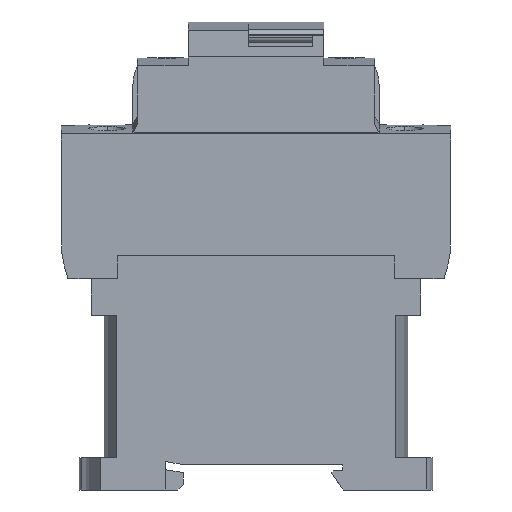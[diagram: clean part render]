
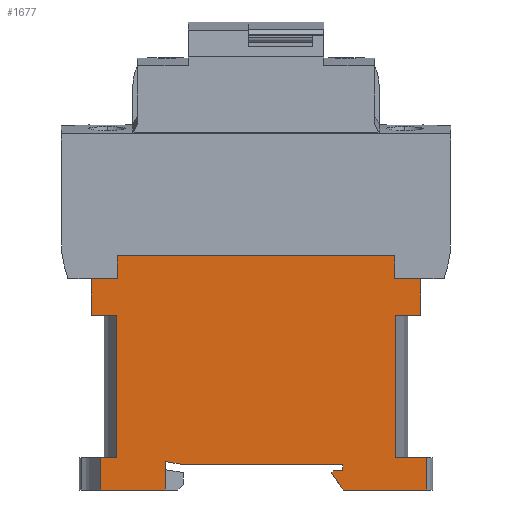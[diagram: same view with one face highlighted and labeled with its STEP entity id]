
A CAD part, left-side view. The second image highlights one B-rep face of the part: STEP entity #1677.
In plain terms, the highlighted planar face has unit normal (-1, 0, 0).
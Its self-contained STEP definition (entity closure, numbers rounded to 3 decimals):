
#90=DIRECTION('',(0.,-1.,0.));
#91=VECTOR('',#90,5.6);
#92=CARTESIAN_POINT('',(-22.4,-29.565,11.985));
#93=LINE('',#92,#91);
#102=DIRECTION('',(0.,-1.,0.));
#103=VECTOR('',#102,5.6);
#104=CARTESIAN_POINT('',(-22.4,36.635,11.985));
#105=LINE('',#104,#103);
#154=DIRECTION('',(0.,1.,0.));
#155=VECTOR('',#154,3.5);
#156=CARTESIAN_POINT('',(-22.4,31.035,-19.015));
#157=LINE('',#156,#155);
#198=DIRECTION('',(0.,1.,0.));
#199=VECTOR('',#198,6.86);
#200=CARTESIAN_POINT('',(-22.4,-36.425,-19.015));
#201=LINE('',#200,#199);
#457=DIRECTION('',(0.,0.,-1.));
#458=VECTOR('',#457,31.);
#459=CARTESIAN_POINT('',(-22.4,-29.565,11.985));
#460=LINE('',#459,#458);
#461=DIRECTION('',(0.,0.,-1.));
#462=VECTOR('',#461,7.);
#463=CARTESIAN_POINT('',(-22.4,-36.425,-19.015));
#464=LINE('',#463,#462);
#465=DIRECTION('',(0.,-1.,0.));
#466=VECTOR('',#465,18.21);
#467=CARTESIAN_POINT('',(-22.4,-18.216,-26.015));
#468=LINE('',#467,#466);
#469=DIRECTION('',(0.,-0.574,-0.819));
#470=VECTOR('',#469,4.273);
#471=CARTESIAN_POINT('',(-22.4,-15.765,-22.515));
#472=LINE('',#471,#470);
#473=DIRECTION('',(0.,0.,-1.));
#474=VECTOR('',#473,0.3);
#475=CARTESIAN_POINT('',(-22.4,-15.765,-22.215));
#476=LINE('',#475,#474);
#477=DIRECTION('',(0.,0.707,-0.707));
#478=VECTOR('',#477,0.566);
#479=CARTESIAN_POINT('',(-22.4,-16.165,-21.815));
#480=LINE('',#479,#478);
#481=DIRECTION('',(0.,1.,0.));
#482=VECTOR('',#481,2.);
#483=CARTESIAN_POINT('',(-22.4,-18.165,-21.815));
#484=LINE('',#483,#482);
#485=DIRECTION('',(0.,0.,-1.));
#486=VECTOR('',#485,1.3);
#487=CARTESIAN_POINT('',(-22.4,-18.165,-20.515));
#488=LINE('',#487,#486);
#489=DIRECTION('',(0.,-1.,0.));
#490=VECTOR('',#489,34.7);
#491=CARTESIAN_POINT('',(-22.4,16.535,-20.515));
#492=LINE('',#491,#490);
#493=DIRECTION('',(0.,-0.984,-0.177));
#494=VECTOR('',#493,3.962);
#495=CARTESIAN_POINT('',(-22.4,20.435,-19.815));
#496=LINE('',#495,#494);
#497=DIRECTION('',(0.,-1.,0.));
#498=VECTOR('',#497,14.1);
#499=CARTESIAN_POINT('',(-22.4,34.535,-26.015));
#500=LINE('',#499,#498);
#501=DIRECTION('',(0.,0.,-1.));
#502=VECTOR('',#501,7.);
#503=CARTESIAN_POINT('',(-22.4,34.535,-19.015));
#504=LINE('',#503,#502);
#505=DIRECTION('',(0.,0.,-1.));
#506=VECTOR('',#505,31.);
#507=CARTESIAN_POINT('',(-22.4,31.035,11.985));
#508=LINE('',#507,#506);
#509=DIRECTION('',(0.,0.,-1.));
#510=VECTOR('',#509,8.);
#511=CARTESIAN_POINT('',(-22.4,36.635,19.985));
#512=LINE('',#511,#510);
#513=DIRECTION('',(0.,1.,0.));
#514=VECTOR('',#513,5.7);
#515=CARTESIAN_POINT('',(-22.4,30.935,19.985));
#516=LINE('',#515,#514);
#517=DIRECTION('',(0.,0.,-1.));
#518=VECTOR('',#517,5.);
#519=CARTESIAN_POINT('',(-22.4,30.935,24.985));
#520=LINE('',#519,#518);
#521=DIRECTION('',(0.,1.,0.));
#522=VECTOR('',#521,60.4);
#523=CARTESIAN_POINT('',(-22.4,-29.465,24.985));
#524=LINE('',#523,#522);
#525=DIRECTION('',(0.,0.,1.));
#526=VECTOR('',#525,5.);
#527=CARTESIAN_POINT('',(-22.4,-29.465,19.985));
#528=LINE('',#527,#526);
#529=DIRECTION('',(0.,1.,0.));
#530=VECTOR('',#529,5.7);
#531=CARTESIAN_POINT('',(-22.4,-35.165,19.985));
#532=LINE('',#531,#530);
#533=DIRECTION('',(0.,0.,1.));
#534=VECTOR('',#533,8.);
#535=CARTESIAN_POINT('',(-22.4,-35.165,11.985));
#536=LINE('',#535,#534);
#561=DIRECTION('',(0.,0.,1.));
#562=VECTOR('',#561,6.2);
#563=CARTESIAN_POINT('',(-22.4,20.435,-26.015));
#564=LINE('',#563,#562);
#845=CARTESIAN_POINT('',(-22.4,36.635,19.985));
#846=CARTESIAN_POINT('',(-22.4,36.635,11.985));
#847=VERTEX_POINT('',#845);
#848=VERTEX_POINT('',#846);
#849=CARTESIAN_POINT('',(-22.4,20.435,-19.815));
#850=CARTESIAN_POINT('',(-22.4,16.535,-20.515));
#851=VERTEX_POINT('',#849);
#852=VERTEX_POINT('',#850);
#853=CARTESIAN_POINT('',(-22.4,-18.165,-20.515));
#854=VERTEX_POINT('',#853);
#855=CARTESIAN_POINT('',(-22.4,-18.165,-21.815));
#856=VERTEX_POINT('',#855);
#857=CARTESIAN_POINT('',(-22.4,-16.165,-21.815));
#858=VERTEX_POINT('',#857);
#859=CARTESIAN_POINT('',(-22.4,-15.765,-22.215));
#860=VERTEX_POINT('',#859);
#861=CARTESIAN_POINT('',(-22.4,-15.765,-22.515));
#862=VERTEX_POINT('',#861);
#863=CARTESIAN_POINT('',(-22.4,-18.216,-26.015));
#864=VERTEX_POINT('',#863);
#865=CARTESIAN_POINT('',(-22.4,-35.165,11.985));
#866=CARTESIAN_POINT('',(-22.4,-35.165,19.985));
#867=VERTEX_POINT('',#865);
#868=VERTEX_POINT('',#866);
#869=CARTESIAN_POINT('',(-22.4,-29.465,19.985));
#870=VERTEX_POINT('',#869);
#871=CARTESIAN_POINT('',(-22.4,-29.465,24.985));
#872=VERTEX_POINT('',#871);
#873=CARTESIAN_POINT('',(-22.4,30.935,24.985));
#874=VERTEX_POINT('',#873);
#875=CARTESIAN_POINT('',(-22.4,30.935,19.985));
#876=VERTEX_POINT('',#875);
#895=CARTESIAN_POINT('',(-22.4,20.435,-26.015));
#896=VERTEX_POINT('',#895);
#929=CARTESIAN_POINT('',(-22.4,34.535,-19.015));
#930=CARTESIAN_POINT('',(-22.4,34.535,-26.015));
#931=VERTEX_POINT('',#929);
#932=VERTEX_POINT('',#930);
#933=CARTESIAN_POINT('',(-22.4,-36.425,-19.015));
#934=CARTESIAN_POINT('',(-22.4,-36.425,-26.015));
#935=VERTEX_POINT('',#933);
#936=VERTEX_POINT('',#934);
#993=CARTESIAN_POINT('',(-22.4,31.035,11.985));
#994=CARTESIAN_POINT('',(-22.4,31.035,-19.015));
#995=VERTEX_POINT('',#993);
#996=VERTEX_POINT('',#994);
#997=CARTESIAN_POINT('',(-22.4,-29.565,11.985));
#998=CARTESIAN_POINT('',(-22.4,-29.565,-19.015));
#999=VERTEX_POINT('',#997);
#1000=VERTEX_POINT('',#998);
#1631=CARTESIAN_POINT('',(-22.4,0.,0.));
#1632=DIRECTION('',(-1.,0.,0.));
#1633=DIRECTION('',(0.,0.,1.));
#1634=AXIS2_PLACEMENT_3D('',#1631,#1632,#1633);
#1635=PLANE('',#1634);
#1636=ORIENTED_EDGE('',*,*,#1144,.F.);
#1638=ORIENTED_EDGE('',*,*,#1637,.T.);
#1639=ORIENTED_EDGE('',*,*,#1242,.F.);
#1641=ORIENTED_EDGE('',*,*,#1640,.T.);
#1642=ORIENTED_EDGE('',*,*,#1304,.F.);
#1643=ORIENTED_EDGE('',*,*,#1611,.F.);
#1644=ORIENTED_EDGE('',*,*,#1585,.F.);
#1645=ORIENTED_EDGE('',*,*,#1558,.F.);
#1646=ORIENTED_EDGE('',*,*,#1407,.F.);
#1647=ORIENTED_EDGE('',*,*,#1467,.F.);
#1648=ORIENTED_EDGE('',*,*,#1513,.F.);
#1650=ORIENTED_EDGE('',*,*,#1649,.F.);
#1652=ORIENTED_EDGE('',*,*,#1651,.F.);
#1654=ORIENTED_EDGE('',*,*,#1653,.F.);
#1656=ORIENTED_EDGE('',*,*,#1655,.F.);
#1657=ORIENTED_EDGE('',*,*,#1210,.F.);
#1659=ORIENTED_EDGE('',*,*,#1658,.F.);
#1660=ORIENTED_EDGE('',*,*,#1159,.F.);
#1662=ORIENTED_EDGE('',*,*,#1661,.F.);
#1664=ORIENTED_EDGE('',*,*,#1663,.F.);
#1666=ORIENTED_EDGE('',*,*,#1665,.F.);
#1668=ORIENTED_EDGE('',*,*,#1667,.F.);
#1670=ORIENTED_EDGE('',*,*,#1669,.F.);
#1672=ORIENTED_EDGE('',*,*,#1671,.F.);
#1674=ORIENTED_EDGE('',*,*,#1673,.F.);
#1675=EDGE_LOOP('',(#1636,#1638,#1639,#1641,#1642,#1643,#1644,#1645,#1646,#1647,
#1648,#1650,#1652,#1654,#1656,#1657,#1659,#1660,#1662,#1664,#1666,#1668,#1670,
#1672,#1674));
#1676=FACE_OUTER_BOUND('',#1675,.F.);
#1144=EDGE_CURVE('',#999,#867,#93,.T.);
#1159=EDGE_CURVE('',#848,#995,#105,.T.);
#1210=EDGE_CURVE('',#996,#931,#157,.T.);
#1242=EDGE_CURVE('',#935,#1000,#201,.T.);
#1304=EDGE_CURVE('',#864,#936,#468,.T.);
#1407=EDGE_CURVE('',#856,#858,#484,.T.);
#1467=EDGE_CURVE('',#854,#856,#488,.T.);
#1513=EDGE_CURVE('',#852,#854,#492,.T.);
#1558=EDGE_CURVE('',#858,#860,#480,.T.);
#1585=EDGE_CURVE('',#860,#862,#476,.T.);
#1611=EDGE_CURVE('',#862,#864,#472,.T.);
#1637=EDGE_CURVE('',#999,#1000,#460,.T.);
#1640=EDGE_CURVE('',#935,#936,#464,.T.);
#1649=EDGE_CURVE('',#851,#852,#496,.T.);
#1651=EDGE_CURVE('',#896,#851,#564,.T.);
#1653=EDGE_CURVE('',#932,#896,#500,.T.);
#1655=EDGE_CURVE('',#931,#932,#504,.T.);
#1658=EDGE_CURVE('',#995,#996,#508,.T.);
#1661=EDGE_CURVE('',#847,#848,#512,.T.);
#1663=EDGE_CURVE('',#876,#847,#516,.T.);
#1665=EDGE_CURVE('',#874,#876,#520,.T.);
#1667=EDGE_CURVE('',#872,#874,#524,.T.);
#1669=EDGE_CURVE('',#870,#872,#528,.T.);
#1671=EDGE_CURVE('',#868,#870,#532,.T.);
#1673=EDGE_CURVE('',#867,#868,#536,.T.);
#1677=ADVANCED_FACE('',(#1676),#1635,.T.);
